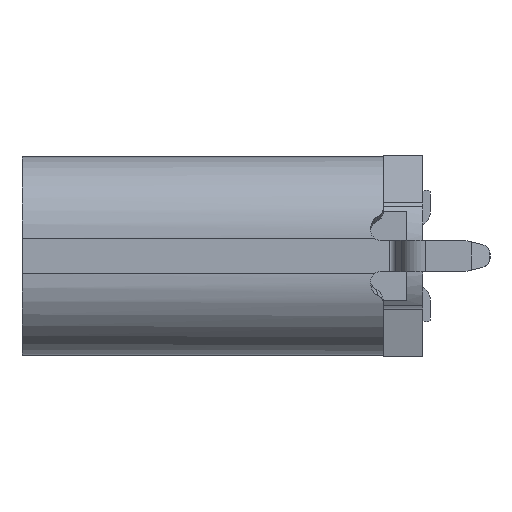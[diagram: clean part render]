
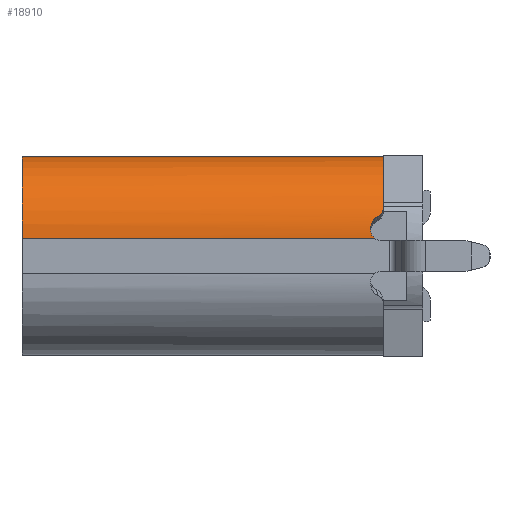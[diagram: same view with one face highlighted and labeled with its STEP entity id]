
A CAD part, left-side view. The second image highlights one B-rep face of the part: STEP entity #18910.
In plain terms, the highlighted cylindrical face has radius 1.3 mm (diameter 2.6 mm), a partial arc.
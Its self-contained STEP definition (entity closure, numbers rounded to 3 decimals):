
#65 = DIRECTION ( 'NONE',  ( 0., 0., -1. ) ) ;
#664 = VECTOR ( 'NONE', #27968, 1000. ) ;
#1417 = CARTESIAN_POINT ( 'NONE',  ( -4.446, 0.932, 0.528 ) ) ;
#1752 = CARTESIAN_POINT ( 'NONE',  ( -3.17, 0.75, 1.58 ) ) ;
#2172 = CARTESIAN_POINT ( 'NONE',  ( -4.41, 0.779, 0.671 ) ) ;
#2577 = DIRECTION ( 'NONE',  ( 0., -1., 0. ) ) ;
#2585 = ORIENTED_EDGE ( 'NONE', *, *, #24588, .T. ) ;
#2903 = FACE_OUTER_BOUND ( 'NONE', #13916, .T. ) ;
#3726 = ORIENTED_EDGE ( 'NONE', *, *, #17761, .T. ) ;
#3909 = CARTESIAN_POINT ( 'NONE',  ( -4.47, 0.914, 0.304 ) ) ;
#4492 = CARTESIAN_POINT ( 'NONE',  ( -4.401, 0.762, 0.698 ) ) ;
#4684 = CARTESIAN_POINT ( 'NONE',  ( -4.39, 0.753, 0.729 ) ) ;
#4759 = AXIS2_PLACEMENT_3D ( 'NONE', #35769, #33592, #65 ) ;
#5861 = LINE ( 'NONE', #16972, #19638 ) ;
#6815 = CARTESIAN_POINT ( 'NONE',  ( -4.47, 0.89, 0.28 ) ) ;
#6996 = CARTESIAN_POINT ( 'NONE',  ( -4.465, 0.951, 0.397 ) ) ;
#7088 = CIRCLE ( 'NONE', #4759, 1.3 ) ;
#7801 = CARTESIAN_POINT ( 'NONE',  ( -4.47, 6.5, 0.28 ) ) ;
#8917 = DIRECTION ( 'NONE',  ( 0., 0., -1. ) ) ;
#11819 = CARTESIAN_POINT ( 'NONE',  ( -4.38, 0.75, 0.756 ) ) ;
#11985 = CARTESIAN_POINT ( 'NONE',  ( -3.17, 0.75, 0.28 ) ) ;
#12147 = EDGE_CURVE ( 'NONE', #12219, #35434, #24880, .T. ) ;
#12219 = VERTEX_POINT ( 'NONE', #1752 ) ;
#12505 = CARTESIAN_POINT ( 'NONE',  ( -3.17, 6.5, 1.58 ) ) ;
#12637 = CARTESIAN_POINT ( 'NONE',  ( -4.427, 0.878, 0.611 ) ) ;
#13916 = EDGE_LOOP ( 'NONE', ( #3726, #17227, #22225, #30591, #26990, #2585 ) ) ;
#14186 = CYLINDRICAL_SURFACE ( 'NONE', #23943, 1.3 ) ;
#15322 = VERTEX_POINT ( 'NONE', #29472 ) ;
#15450 = CARTESIAN_POINT ( 'NONE',  ( -4.387, 0.751, 0.738 ) ) ;
#16791 = DIRECTION ( 'NONE',  ( 0., -1., 0. ) ) ;
#16972 = CARTESIAN_POINT ( 'NONE',  ( -4.47, 6.5, 0.28 ) ) ;
#17227 = ORIENTED_EDGE ( 'NONE', *, *, #26732, .T. ) ;
#17761 = EDGE_CURVE ( 'NONE', #24556, #15322, #34612, .T. ) ;
#17889 = CARTESIAN_POINT ( 'NONE',  ( -4.462, 0.951, 0.43 ) ) ;
#18047 = VERTEX_POINT ( 'NONE', #7801 ) ;
#18324 = CARTESIAN_POINT ( 'NONE',  ( -4.414, 0.79, 0.658 ) ) ;
#18689 = CARTESIAN_POINT ( 'NONE',  ( -4.38, 0.75, 0.756 ) ) ;
#18910 = ADVANCED_FACE ( 'NONE', ( #2903 ), #14186, .T. ) ;
#18990 = EDGE_CURVE ( 'NONE', #35434, #18047, #7088, .T. ) ;
#19638 = VECTOR ( 'NONE', #16791, 1000. ) ;
#19672 = CARTESIAN_POINT ( 'NONE',  ( -4.47, 0.89, 0.28 ) ) ;
#20462 = CARTESIAN_POINT ( 'NONE',  ( -4.452, 0.942, 0.496 ) ) ;
#21390 = CARTESIAN_POINT ( 'NONE',  ( -4.417, 0.803, 0.648 ) ) ;
#22225 = ORIENTED_EDGE ( 'NONE', *, *, #31914, .T. ) ;
#22718 = DIRECTION ( 'NONE',  ( 0., 1., 0. ) ) ;
#23183 = CARTESIAN_POINT ( 'NONE',  ( -4.469, 0.932, 0.333 ) ) ;
#23201 = AXIS2_PLACEMENT_3D ( 'NONE', #11985, #22718, #8917 ) ;
#23600 = CARTESIAN_POINT ( 'NONE',  ( -4.396, 0.756, 0.714 ) ) ;
#23774 = CARTESIAN_POINT ( 'NONE',  ( -4.422, 0.83, 0.629 ) ) ;
#23943 = AXIS2_PLACEMENT_3D ( 'NONE', #30539, #2577, #30720 ) ;
#24307 = CARTESIAN_POINT ( 'NONE',  ( -4.383, 0.75, 0.747 ) ) ;
#24556 = VERTEX_POINT ( 'NONE', #19672 ) ;
#24588 = EDGE_CURVE ( 'NONE', #18047, #24556, #5861, .T. ) ;
#24880 = LINE ( 'NONE', #30163, #664 ) ;
#25457 = B_SPLINE_CURVE_WITH_KNOTS ( 'NONE', 3,
 ( #26358, #23774, #29055, #21390, #18324, #2172, #35049, #4492, #23600, #4684, #15450, #24307, #18689 ),
 .UNSPECIFIED., .F., .F.,
 ( 4, 3, 3, 3, 4 ),
 ( 0., 0., 0., 0., 0. ),
 .UNSPECIFIED. ) ;
#26358 = CARTESIAN_POINT ( 'NONE',  ( -4.424, 0.846, 0.623 ) ) ;
#26732 = EDGE_CURVE ( 'NONE', #15322, #28617, #25457, .T. ) ;
#26990 = ORIENTED_EDGE ( 'NONE', *, *, #18990, .T. ) ;
#27968 = DIRECTION ( 'NONE',  ( 0., 1., 0. ) ) ;
#28617 = VERTEX_POINT ( 'NONE', #11819 ) ;
#28990 = CARTESIAN_POINT ( 'NONE',  ( -4.434, 0.901, 0.586 ) ) ;
#29055 = CARTESIAN_POINT ( 'NONE',  ( -4.42, 0.816, 0.637 ) ) ;
#29472 = CARTESIAN_POINT ( 'NONE',  ( -4.424, 0.846, 0.623 ) ) ;
#29585 = CIRCLE ( 'NONE', #23201, 1.3 ) ;
#30163 = CARTESIAN_POINT ( 'NONE',  ( -3.17, 6.5, 1.58 ) ) ;
#30539 = CARTESIAN_POINT ( 'NONE',  ( -3.17, 6.5, 0.28 ) ) ;
#30591 = ORIENTED_EDGE ( 'NONE', *, *, #12147, .T. ) ;
#30720 = DIRECTION ( 'NONE',  ( 0., 0., -1. ) ) ;
#31558 = CARTESIAN_POINT ( 'NONE',  ( -4.424, 0.846, 0.623 ) ) ;
#31914 = EDGE_CURVE ( 'NONE', #28617, #12219, #29585, .T. ) ;
#33592 = DIRECTION ( 'NONE',  ( 0., -1., 0. ) ) ;
#34612 = B_SPLINE_CURVE_WITH_KNOTS ( 'NONE', 3,
 ( #6815, #3909, #23183, #6996, #17889, #20462, #1417, #28990, #12637, #31558 ),
 .UNSPECIFIED., .F., .F.,
 ( 4, 2, 2, 2, 4 ),
 ( 0., 0., 0., 0., 0. ),
 .UNSPECIFIED. ) ;
#35049 = CARTESIAN_POINT ( 'NONE',  ( -4.405, 0.771, 0.685 ) ) ;
#35434 = VERTEX_POINT ( 'NONE', #12505 ) ;
#35769 = CARTESIAN_POINT ( 'NONE',  ( -3.17, 6.5, 0.28 ) ) ;
